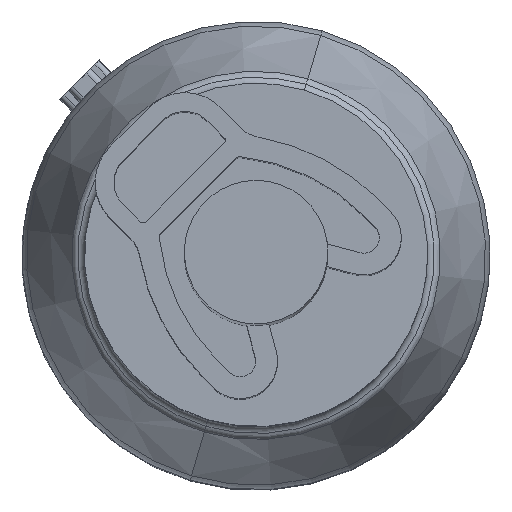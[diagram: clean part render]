
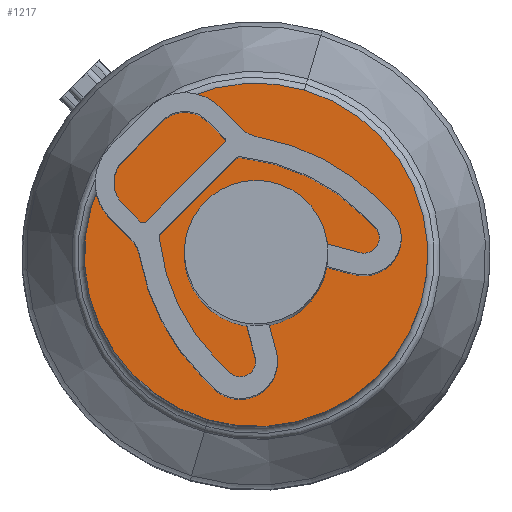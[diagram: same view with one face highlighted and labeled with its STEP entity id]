
A CAD part, top view. The second image highlights one B-rep face of the part: STEP entity #1217.
In plain terms, the highlighted planar face has unit normal (0, 0, 1).
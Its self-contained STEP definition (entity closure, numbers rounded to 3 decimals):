
#47=AXIS2_PLACEMENT_3D('Circle Axis2P3D',#45,#46,$) ;
#118=AXIS2_PLACEMENT_3D('Circle Axis2P3D',#116,#117,$) ;
#1166=AXIS2_PLACEMENT_3D('Circle Axis2P3D',#1164,#1165,$) ;
#1193=AXIS2_PLACEMENT_3D('Circle Axis2P3D',#1191,#1192,$) ;
#1207=AXIS2_PLACEMENT_3D('Plane Axis2P3D',#1204,#1205,#1206) ;
#40=CARTESIAN_POINT('Vertex',(9.8,7.5,44.)) ;
#45=CARTESIAN_POINT('Axis2P3D Location',(7.5,7.5,44.)) ;
#49=CARTESIAN_POINT('Vertex',(5.2,7.5,44.)) ;
#116=CARTESIAN_POINT('Axis2P3D Location',(7.5,7.5,44.)) ;
#1164=CARTESIAN_POINT('Axis2P3D Location',(7.5,7.5,44.)) ;
#1168=CARTESIAN_POINT('Vertex',(5.952,2.222,44.)) ;
#1170=CARTESIAN_POINT('Vertex',(9.048,12.778,44.)) ;
#1191=CARTESIAN_POINT('Axis2P3D Location',(7.5,7.5,44.)) ;
#1204=CARTESIAN_POINT('Axis2P3D Location',(11.389,11.389,44.)) ;
#46=DIRECTION('Axis2P3D Direction',(0.,0.,1.)) ;
#117=DIRECTION('Axis2P3D Direction',(0.,0.,1.)) ;
#1165=DIRECTION('Axis2P3D Direction',(0.,0.,1.)) ;
#1192=DIRECTION('Axis2P3D Direction',(0.,0.,1.)) ;
#1205=DIRECTION('Axis2P3D Direction',(0.,0.,1.)) ;
#1206=DIRECTION('Axis2P3D XDirection',(-0.707,0.707,0.)) ;
#1210=ORIENTED_EDGE('',*,*,#1195,.T.) ;
#1211=ORIENTED_EDGE('',*,*,#1172,.T.) ;
#1214=ORIENTED_EDGE('',*,*,#51,.F.) ;
#1215=ORIENTED_EDGE('',*,*,#120,.F.) ;
#1216=FACE_BOUND('',#1213,.T.) ;
#1217=ADVANCED_FACE('Hauptk\X2\00F6\X0\rper',(#1212,#1216),#1208,.T.) ;
#48=CIRCLE('generated circle',#47,2.3) ;
#119=CIRCLE('generated circle',#118,2.3) ;
#1167=CIRCLE('generated circle',#1166,5.5) ;
#1194=CIRCLE('generated circle',#1193,5.5) ;
#51=EDGE_CURVE('',#41,#50,#48,.T.) ;
#120=EDGE_CURVE('',#50,#41,#119,.T.) ;
#1172=EDGE_CURVE('',#1169,#1171,#1167,.T.) ;
#1195=EDGE_CURVE('',#1171,#1169,#1194,.T.) ;
#1209=EDGE_LOOP('',(#1210,#1211)) ;
#1213=EDGE_LOOP('',(#1214,#1215)) ;
#1212=FACE_OUTER_BOUND('',#1209,.T.) ;
#1208=PLANE('',#1207) ;
#41=VERTEX_POINT('',#40) ;
#50=VERTEX_POINT('',#49) ;
#1169=VERTEX_POINT('',#1168) ;
#1171=VERTEX_POINT('',#1170) ;
